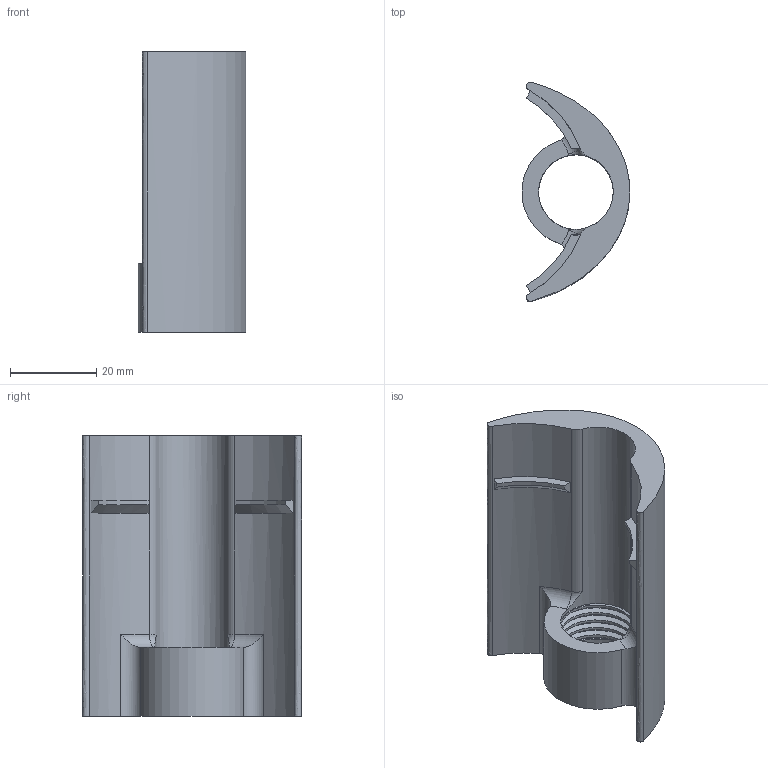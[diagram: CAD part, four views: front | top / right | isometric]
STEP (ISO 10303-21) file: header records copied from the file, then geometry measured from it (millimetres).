
FILE_DESCRIPTION(/* description */ ('','CAx-IF Rec.Pracs.---Representation and Presentation of Product Manufacturing Information (PMI)---4.0---2014-10-13'),/* implementation_level */ '2;1');
FILE_NAME(/* name */ 'PlugOpener v3.step',/* time_stamp */ '2025-01-15T16:28:18-06:00',/* author */ (''),/* organization */ (''),/* preprocessor_version */ 'ST-DEVELOPER v20',/* originating_system */ 'Autodesk Translation Framework v13.20.0.188',/* authorisation */ '');
FILE_SCHEMA (('AP242_MANAGED_MODEL_BASED_3D_ENGINEERING_MIM_LF { 1 0 10303 442 1 1 4 }'));
Length unit declared in the file: millimetre
Products named in the file (1): PlugOpener
Bounding box: 24.96 x 50.68 x 65 mm (x, y, z)
Volume: 23658.9 mm3; surface area: 11530.1 mm2
Topology: 1 solids, 1 shells, 45 faces, 125 edges, 83 vertices
Faces by surface type: cylinder 23, plane 9, bspline 5, torus 4, cone 4
Full cylindrical faces by diameter (mm): 17.272 x4, 19.304 x4, 20 x1
Entity records: 3206 total; most frequent: CARTESIAN_POINT 2086, ORIENTED_EDGE 250, DIRECTION 201, EDGE_CURVE 125, AXIS2_PLACEMENT_3D 84, VERTEX_POINT 83, EDGE_LOOP 48, B_SPLINE_CURVE_WITH_KNOTS 46
